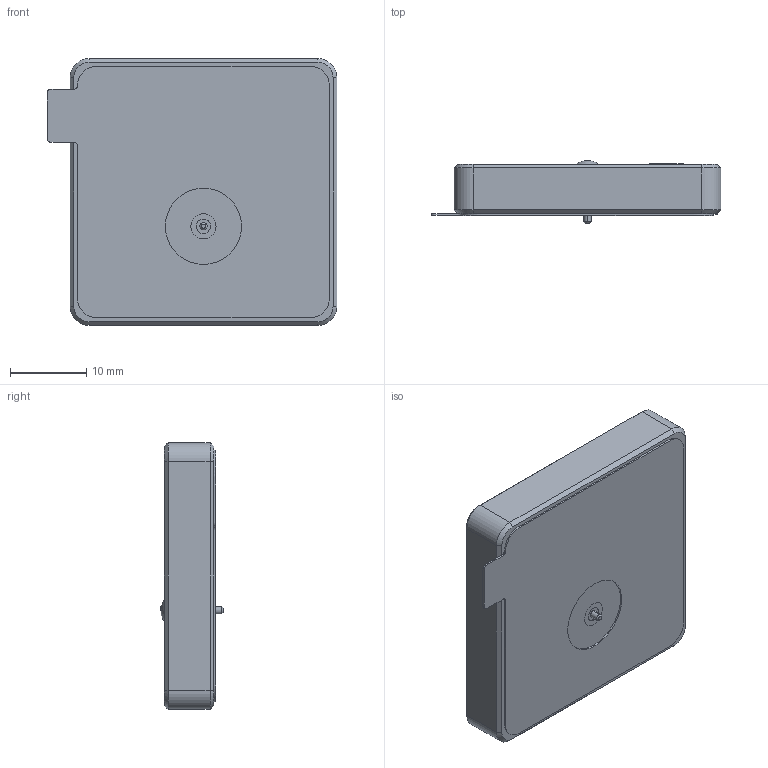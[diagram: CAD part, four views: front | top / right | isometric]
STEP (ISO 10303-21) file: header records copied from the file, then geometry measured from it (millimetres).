
FILE_DESCRIPTION (( 'STEP AP214' ), '1' );
FILE_NAME ('CGGBP.35.6.A.02.STEP', '2019-05-03T02:54:50', ( '' ), ( '' ), 'SwSTEP 2.0', 'SolidWorks 2017', '' );
FILE_SCHEMA (( 'AUTOMOTIVE_DESIGN' ));
Length unit declared in the file: millimetre
Products named in the file (1): CGGBP.35.6.A.02
Bounding box: 38 x 8.25 x 35 mm (x, y, z)
Surface area: 5416.7 mm2 (no closed solid volume)
Topology: 0 solids, 12 shells, 279 faces, 1081 edges, 801 vertices
Faces by surface type: bspline 127, plane 110, cylinder 30, cone 10, sphere 2
Entity records: 19040 total; most frequent: CARTESIAN_POINT 8495, ORIENTED_EDGE 1597, EDGE_CURVE 1081, DIRECTION 1037, VERTEX_POINT 801, LINE 573, VECTOR 573, EDGE_LOOP 352
